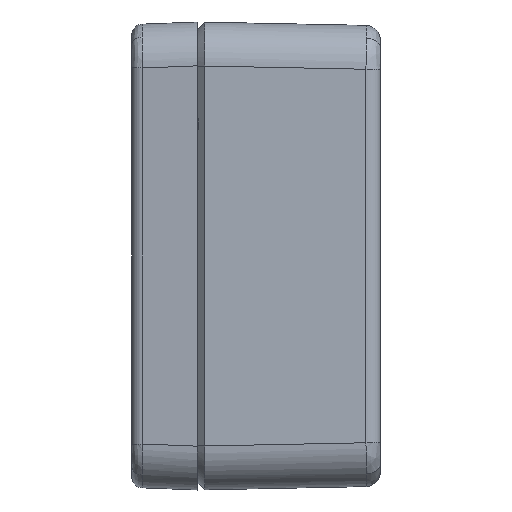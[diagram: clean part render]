
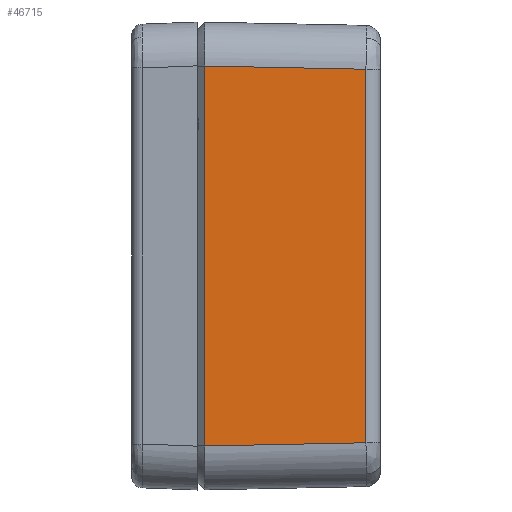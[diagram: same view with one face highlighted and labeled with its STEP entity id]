
A CAD part, left-side view. The second image highlights one B-rep face of the part: STEP entity #46715.
In plain terms, the highlighted planar face has unit normal (-1, -0.02, 0).
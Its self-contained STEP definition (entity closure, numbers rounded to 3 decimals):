
#1566 = EDGE_CURVE ( 'NONE', #36360, #35994, #11608, .T. ) ;
#1568 = EDGE_CURVE ( 'NONE', #35994, #35991, #11609, .T. ) ;
#1569 = EDGE_CURVE ( 'NONE', #35991, #35985, #11610, .T. ) ;
#1570 = EDGE_CURVE ( 'NONE', #35985, #36360, #11611, .T. ) ;
#3478 = PLANE ( 'NONE',  #5422 ) ;
#3479 = CARTESIAN_POINT ( 'NONE',  ( -75., 0., -32. ) ) ;
#3480 = DIRECTION ( 'NONE',  ( -1., -0.02, 0. ) ) ;
#3481 = DIRECTION ( 'NONE',  ( 0.02, -1., 0. ) ) ;
#5422 = AXIS2_PLACEMENT_3D ( 'NONE', #3479, #3480, #3481 ) ;
#9653 = VECTOR ( 'NONE', #23501, 1000. ) ;
#9654 = VECTOR ( 'NONE', #23488, 1000. ) ;
#9655 = VECTOR ( 'NONE', #23492, 1000. ) ;
#9656 = VECTOR ( 'NONE', #23487, 1000. ) ;
#11608 = LINE ( 'NONE', #23506, #9653 ) ;
#11609 = LINE ( 'NONE', #23493, #9654 ) ;
#11610 = LINE ( 'NONE', #23490, #9655 ) ;
#11611 = LINE ( 'NONE', #23486, #9656 ) ;
#14004 = ORIENTED_EDGE ( 'NONE', *, *, #1569, .T. ) ;
#14005 = ORIENTED_EDGE ( 'NONE', *, *, #1566, .T. ) ;
#14006 = ORIENTED_EDGE ( 'NONE', *, *, #1568, .T. ) ;
#14007 = ORIENTED_EDGE ( 'NONE', *, *, #1570, .T. ) ;
#23486 = CARTESIAN_POINT ( 'NONE',  ( -74.539, -23.04, 25.501 ) ) ;
#23487 = DIRECTION ( 'NONE',  ( 0., 0., 1. ) ) ;
#23488 = DIRECTION ( 'NONE',  ( 0., 0., -1. ) ) ;
#23490 = CARTESIAN_POINT ( 'NONE',  ( -75.002, 0.12, -26.004 ) ) ;
#23492 = DIRECTION ( 'NONE',  ( 0.02, -1., 0.02 ) ) ;
#23493 = CARTESIAN_POINT ( 'NONE',  ( -74.98, -1., -32. ) ) ;
#23501 = DIRECTION ( 'NONE',  ( -0.02, 1., 0.02 ) ) ;
#23506 = CARTESIAN_POINT ( 'NONE',  ( -74.977, -1.159, 25.978 ) ) ;
#31026 = FACE_OUTER_BOUND ( 'NONE', #47362, .T. ) ;
#35089 = CARTESIAN_POINT ( 'NONE',  ( -74.539, -23.04, -25.54 ) ) ;
#35095 = CARTESIAN_POINT ( 'NONE',  ( -74.98, -1., -25.981 ) ) ;
#35098 = CARTESIAN_POINT ( 'NONE',  ( -74.98, -1., 25.981 ) ) ;
#35985 = VERTEX_POINT ( 'NONE', #35089 ) ;
#35991 = VERTEX_POINT ( 'NONE', #35095 ) ;
#35994 = VERTEX_POINT ( 'NONE', #35098 ) ;
#36360 = VERTEX_POINT ( 'NONE', #40824 ) ;
#40824 = CARTESIAN_POINT ( 'NONE',  ( -74.539, -23.04, 25.54 ) ) ;
#46715 = ADVANCED_FACE ( 'NONE', ( #31026 ), #3478, .T. ) ;
#47362 = EDGE_LOOP ( 'NONE', ( #14005, #14006, #14004, #14007 ) ) ;
